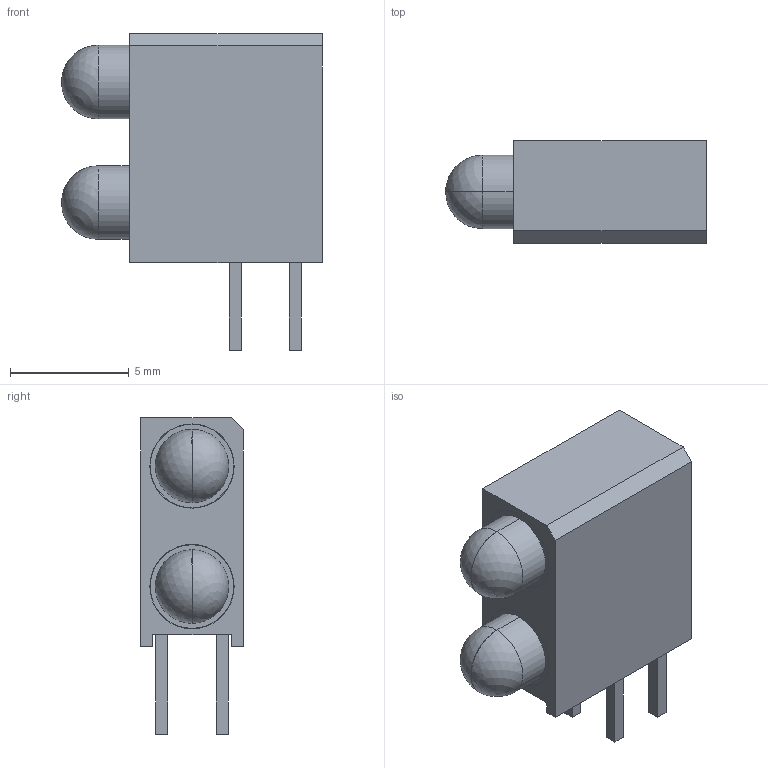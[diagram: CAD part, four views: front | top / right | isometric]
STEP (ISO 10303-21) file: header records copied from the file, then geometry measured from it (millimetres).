
FILE_DESCRIPTION(/* description */ (''),/* implementation_level */ '2;1');
FILE_NAME(/* name */ 'LED_DIALIGHT_553-0711-210F.stp',/* time_stamp */ '2016-09-23T17:03:25+02:00',/* author */ ('riccim'),/* organization */ (''),/* preprocessor_version */ 'ST-DEVELOPER v15.5',/* originating_system */ 'AutoCAD Mechanical',/* authorisation */ '');
FILE_SCHEMA (('AUTOMOTIVE_DESIGN { 1 0 10303 214 3 1 1 }'));
Length unit declared in the file: millimetre
Products named in the file (1): Product
Bounding box: 11 x 4.32 x 13.34 mm (x, y, z)
Volume: 363.8 mm3; surface area: 452.4 mm2
Topology: 9 solids, 9 shells, 55 faces, 111 edges, 74 vertices
Faces by surface type: plane 45, sphere 4, cylinder 4, cone 2
Entity records: 1410 total; most frequent: DIRECTION 231, CARTESIAN_POINT 229, ORIENTED_EDGE 206, EDGE_CURVE 103, LINE 87, VECTOR 87, AXIS2_PLACEMENT_3D 72, VERTEX_POINT 70
